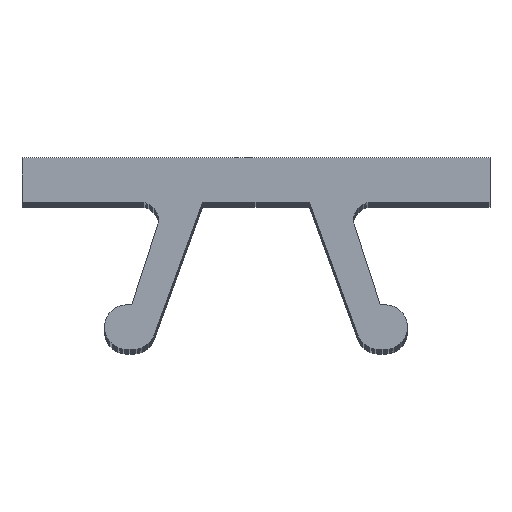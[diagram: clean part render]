
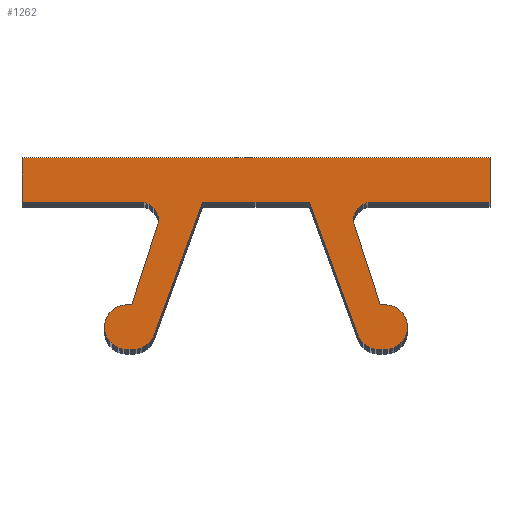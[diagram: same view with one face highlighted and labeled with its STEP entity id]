
A CAD part, top view. The second image highlights one B-rep face of the part: STEP entity #1262.
In plain terms, the highlighted planar face has unit normal (0, 0, 1).
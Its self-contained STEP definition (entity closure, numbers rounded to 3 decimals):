
#782=DIRECTION('',(0.342,-0.94,0.));
#783=VECTOR('',#782,3.162);
#784=CARTESIAN_POINT('',(1.2,0.,61.5));
#785=LINE('',#784,#783);
#786=DIRECTION('',(1.,0.,0.));
#787=VECTOR('',#786,2.4);
#788=CARTESIAN_POINT('',(-1.2,0.,61.5));
#789=LINE('',#788,#787);
#790=DIRECTION('',(0.342,0.94,0.));
#791=VECTOR('',#790,3.162);
#792=CARTESIAN_POINT('',(-2.281,-2.971,61.5));
#793=LINE('',#792,#791);
#794=CARTESIAN_POINT('',(-2.751,-2.8,61.5));
#795=DIRECTION('',(0.,0.,1.));
#796=DIRECTION('',(0.,-1.,0.));
#797=AXIS2_PLACEMENT_3D('',#794,#795,#796);
#799=DIRECTION('',(1.,0.,0.));
#800=VECTOR('',#799,0.149);
#801=CARTESIAN_POINT('',(-2.9,-3.3,61.5));
#802=LINE('',#801,#800);
#803=CARTESIAN_POINT('',(-2.9,-2.8,61.5));
#804=DIRECTION('',(0.,0.,1.));
#805=DIRECTION('',(0.,1.,0.));
#806=AXIS2_PLACEMENT_3D('',#803,#804,#805);
#808=DIRECTION('',(-1.,0.,0.));
#809=VECTOR('',#808,0.113);
#810=CARTESIAN_POINT('',(-2.787,-2.3,61.5));
#811=LINE('',#810,#809);
#812=DIRECTION('',(-0.309,-0.951,0.));
#813=VECTOR('',#812,1.868);
#814=CARTESIAN_POINT('',(-2.21,-0.524,61.5));
#815=LINE('',#814,#813);
#816=CARTESIAN_POINT('',(-2.591,-0.4,61.5));
#817=DIRECTION('',(0.,0.,-1.));
#818=DIRECTION('',(0.,1.,0.));
#819=AXIS2_PLACEMENT_3D('',#816,#817,#818);
#821=DIRECTION('',(1.,0.,0.));
#822=VECTOR('',#821,2.659);
#823=CARTESIAN_POINT('',(-5.25,0.,61.5));
#824=LINE('',#823,#822);
#825=DIRECTION('',(0.,-1.,0.));
#826=VECTOR('',#825,1.);
#827=CARTESIAN_POINT('',(-5.25,1.,61.5));
#828=LINE('',#827,#826);
#829=DIRECTION('',(-1.,0.,0.));
#830=VECTOR('',#829,10.5);
#831=CARTESIAN_POINT('',(5.25,1.,61.5));
#832=LINE('',#831,#830);
#833=DIRECTION('',(0.,1.,0.));
#834=VECTOR('',#833,1.);
#835=CARTESIAN_POINT('',(5.25,0.,61.5));
#836=LINE('',#835,#834);
#837=DIRECTION('',(1.,0.,0.));
#838=VECTOR('',#837,2.659);
#839=CARTESIAN_POINT('',(2.591,0.,61.5));
#840=LINE('',#839,#838);
#841=CARTESIAN_POINT('',(2.591,-0.4,61.5));
#842=DIRECTION('',(0.,0.,-1.));
#843=DIRECTION('',(-0.951,-0.309,0.));
#844=AXIS2_PLACEMENT_3D('',#841,#842,#843);
#846=DIRECTION('',(-0.309,0.951,0.));
#847=VECTOR('',#846,1.868);
#848=CARTESIAN_POINT('',(2.787,-2.3,61.5));
#849=LINE('',#848,#847);
#850=DIRECTION('',(-1.,0.,0.));
#851=VECTOR('',#850,0.113);
#852=CARTESIAN_POINT('',(2.9,-2.3,61.5));
#853=LINE('',#852,#851);
#854=CARTESIAN_POINT('',(2.9,-2.8,61.5));
#855=DIRECTION('',(0.,0.,1.));
#856=DIRECTION('',(0.,-1.,0.));
#857=AXIS2_PLACEMENT_3D('',#854,#855,#856);
#859=DIRECTION('',(1.,0.,0.));
#860=VECTOR('',#859,0.149);
#861=CARTESIAN_POINT('',(2.751,-3.3,61.5));
#862=LINE('',#861,#860);
#863=CARTESIAN_POINT('',(2.751,-2.8,61.5));
#864=DIRECTION('',(0.,0.,1.));
#865=DIRECTION('',(-0.94,-0.342,0.));
#866=AXIS2_PLACEMENT_3D('',#863,#864,#865);
#943=CARTESIAN_POINT('',(1.2,0.,61.5));
#944=CARTESIAN_POINT('',(2.281,-2.971,61.5));
#945=VERTEX_POINT('',#943);
#946=VERTEX_POINT('',#944);
#947=CARTESIAN_POINT('',(2.751,-3.3,61.5));
#948=VERTEX_POINT('',#947);
#949=CARTESIAN_POINT('',(2.9,-3.3,61.5));
#950=VERTEX_POINT('',#949);
#951=CARTESIAN_POINT('',(2.9,-2.3,61.5));
#952=VERTEX_POINT('',#951);
#953=CARTESIAN_POINT('',(2.787,-2.3,61.5));
#954=VERTEX_POINT('',#953);
#955=CARTESIAN_POINT('',(2.21,-0.524,61.5));
#956=VERTEX_POINT('',#955);
#957=CARTESIAN_POINT('',(2.591,0.,61.5));
#958=VERTEX_POINT('',#957);
#959=CARTESIAN_POINT('',(5.25,0.,61.5));
#960=VERTEX_POINT('',#959);
#961=CARTESIAN_POINT('',(5.25,1.,61.5));
#962=VERTEX_POINT('',#961);
#963=CARTESIAN_POINT('',(-5.25,1.,61.5));
#964=VERTEX_POINT('',#963);
#965=CARTESIAN_POINT('',(-5.25,0.,61.5));
#966=VERTEX_POINT('',#965);
#967=CARTESIAN_POINT('',(-2.591,0.,61.5));
#968=VERTEX_POINT('',#967);
#969=CARTESIAN_POINT('',(-2.21,-0.524,61.5));
#970=VERTEX_POINT('',#969);
#971=CARTESIAN_POINT('',(-2.787,-2.3,61.5));
#972=VERTEX_POINT('',#971);
#973=CARTESIAN_POINT('',(-2.9,-2.3,61.5));
#974=VERTEX_POINT('',#973);
#975=CARTESIAN_POINT('',(-2.9,-3.3,61.5));
#976=VERTEX_POINT('',#975);
#977=CARTESIAN_POINT('',(-2.751,-3.3,61.5));
#978=VERTEX_POINT('',#977);
#979=CARTESIAN_POINT('',(-2.281,-2.971,61.5));
#980=VERTEX_POINT('',#979);
#981=CARTESIAN_POINT('',(-1.2,0.,61.5));
#982=VERTEX_POINT('',#981);
#1226=CARTESIAN_POINT('',(0.,0.,61.5));
#1227=DIRECTION('',(0.,0.,1.));
#1228=DIRECTION('',(1.,0.,0.));
#1229=AXIS2_PLACEMENT_3D('',#1226,#1227,#1228);
#1230=PLANE('',#1229);
#1231=ORIENTED_EDGE('',*,*,#1094,.F.);
#1232=ORIENTED_EDGE('',*,*,#1109,.F.);
#1233=ORIENTED_EDGE('',*,*,#1123,.F.);
#1234=ORIENTED_EDGE('',*,*,#1137,.F.);
#1235=ORIENTED_EDGE('',*,*,#1151,.F.);
#1236=ORIENTED_EDGE('',*,*,#1165,.F.);
#1237=ORIENTED_EDGE('',*,*,#1179,.F.);
#1238=ORIENTED_EDGE('',*,*,#1193,.F.);
#1239=ORIENTED_EDGE('',*,*,#1207,.F.);
#1240=ORIENTED_EDGE('',*,*,#1220,.F.);
#1241=ORIENTED_EDGE('',*,*,#1032,.F.);
#1243=ORIENTED_EDGE('',*,*,#1242,.F.);
#1245=ORIENTED_EDGE('',*,*,#1244,.F.);
#1247=ORIENTED_EDGE('',*,*,#1246,.F.);
#1249=ORIENTED_EDGE('',*,*,#1248,.F.);
#1251=ORIENTED_EDGE('',*,*,#1250,.F.);
#1253=ORIENTED_EDGE('',*,*,#1252,.F.);
#1255=ORIENTED_EDGE('',*,*,#1254,.F.);
#1257=ORIENTED_EDGE('',*,*,#1256,.F.);
#1259=ORIENTED_EDGE('',*,*,#1258,.F.);
#1260=EDGE_LOOP('',(#1231,#1232,#1233,#1234,#1235,#1236,#1237,#1238,#1239,#1240,
#1241,#1243,#1245,#1247,#1249,#1251,#1253,#1255,#1257,#1259));
#1261=FACE_OUTER_BOUND('',#1260,.F.);
#1262=ADVANCED_FACE('',(#1261),#1230,.T.);
#798=CIRCLE('',#797,0.5);
#807=CIRCLE('',#806,0.5);
#820=CIRCLE('',#819,0.4);
#845=CIRCLE('',#844,0.4);
#858=CIRCLE('',#857,0.5);
#867=CIRCLE('',#866,0.5);
#1032=EDGE_CURVE('',#964,#966,#828,.T.);
#1094=EDGE_CURVE('',#945,#946,#785,.T.);
#1109=EDGE_CURVE('',#982,#945,#789,.T.);
#1123=EDGE_CURVE('',#980,#982,#793,.T.);
#1137=EDGE_CURVE('',#978,#980,#798,.T.);
#1151=EDGE_CURVE('',#976,#978,#802,.T.);
#1165=EDGE_CURVE('',#974,#976,#807,.T.);
#1179=EDGE_CURVE('',#972,#974,#811,.T.);
#1193=EDGE_CURVE('',#970,#972,#815,.T.);
#1207=EDGE_CURVE('',#968,#970,#820,.T.);
#1220=EDGE_CURVE('',#966,#968,#824,.T.);
#1242=EDGE_CURVE('',#962,#964,#832,.T.);
#1244=EDGE_CURVE('',#960,#962,#836,.T.);
#1246=EDGE_CURVE('',#958,#960,#840,.T.);
#1248=EDGE_CURVE('',#956,#958,#845,.T.);
#1250=EDGE_CURVE('',#954,#956,#849,.T.);
#1252=EDGE_CURVE('',#952,#954,#853,.T.);
#1254=EDGE_CURVE('',#950,#952,#858,.T.);
#1256=EDGE_CURVE('',#948,#950,#862,.T.);
#1258=EDGE_CURVE('',#946,#948,#867,.T.);
